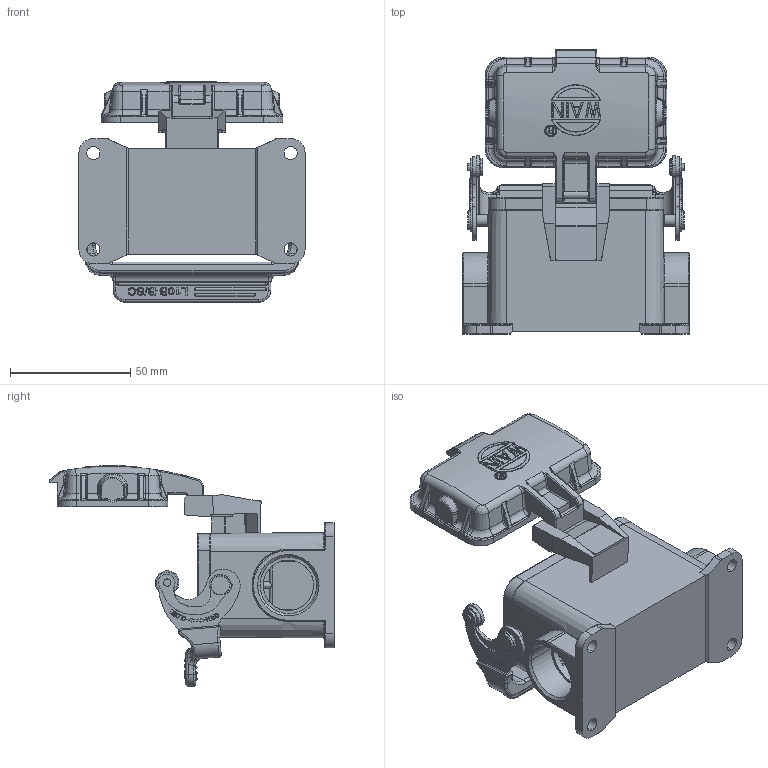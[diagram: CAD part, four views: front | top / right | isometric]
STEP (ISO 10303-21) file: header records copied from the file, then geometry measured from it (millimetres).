
FILE_DESCRIPTION((''),'2;1');
FILE_NAME('PRT0356','2017-09-26T',('dm.li'),(''),'PRO/ENGINEER BY PARAMETRIC TECHNOLOGY CORPORATION, 2012480','PRO/ENGINEER BY PARAMETRIC TECHNOLOGY CORPORATION, 2012480','');
FILE_SCHEMA(('AUTOMOTIVE_DESIGN { 1 0 10303 214 1 1 1 1 }'));
Products named in the file (1): PRT0356
Bounding box: 94 x 118.07 x 91.67 mm (x, y, z)
Volume: 106402.3 mm3; surface area: 63459.1 mm2
Topology: 1 solids, 15 shells, 2108 faces, 5427 edges, 3411 vertices
Faces by surface type: plane 740, cylinder 565, extrusion 304, bspline 225, torus 192, cone 52, sphere 30
Entity records: 79837 total; most frequent: CARTESIAN_POINT 28207, ORIENTED_EDGE 10794, DIRECTION 8729, EDGE_CURVE 5397, VERTEX_POINT 3411, AXIS2_PLACEMENT_3D 2929, VECTOR 2871, LINE 2567
